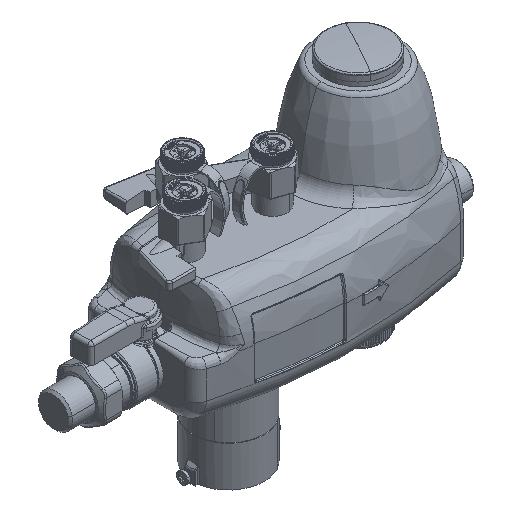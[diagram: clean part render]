
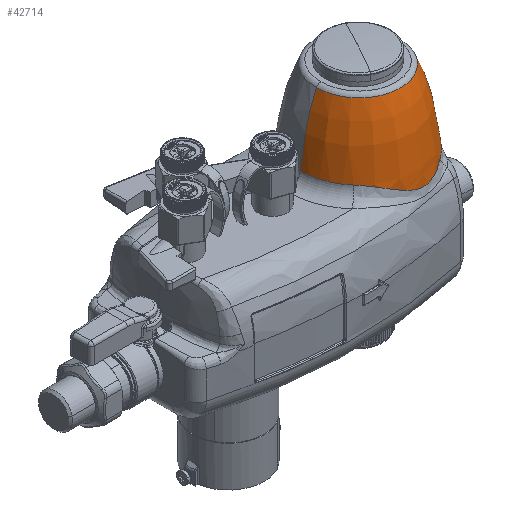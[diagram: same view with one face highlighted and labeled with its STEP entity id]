
A CAD part, isometric view. The second image highlights one B-rep face of the part: STEP entity #42714.
In plain terms, the highlighted face is a revolution surface.
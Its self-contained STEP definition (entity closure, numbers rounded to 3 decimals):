
#38778=CARTESIAN_POINT('Control Point',(111.148,-19.205,27.65)) ;
#38779=CARTESIAN_POINT('Control Point',(111.158,-19.348,29.53)) ;
#38780=CARTESIAN_POINT('Control Point',(111.165,-19.446,31.416)) ;
#38781=CARTESIAN_POINT('Control Point',(111.169,-19.501,33.306)) ;
#38782=CARTESIAN_POINT('Control Point',(111.17,-19.512,35.196)) ;
#38783=CARTESIAN_POINT('Control Point',(111.167,-19.478,37.086)) ;
#38784=CARTESIAN_POINT('Vertex',(111.148,-19.204,27.65)) ;
#38786=CARTESIAN_POINT('Vertex',(111.167,-19.478,37.086)) ;
#40161=CARTESIAN_POINT('Control Point',(100.14,-30.5,46.604)) ;
#40162=CARTESIAN_POINT('Control Point',(99.175,-31.187,46.114)) ;
#40163=CARTESIAN_POINT('Control Point',(98.181,-31.832,45.629)) ;
#40164=CARTESIAN_POINT('Control Point',(97.156,-32.436,45.159)) ;
#40165=CARTESIAN_POINT('Control Point',(95.105,-33.527,44.293)) ;
#40166=CARTESIAN_POINT('Control Point',(92.933,-34.452,43.571)) ;
#40167=CARTESIAN_POINT('Control Point',(91.851,-34.861,43.266)) ;
#40168=CARTESIAN_POINT('Control Point',(89.496,-35.635,42.747)) ;
#40169=CARTESIAN_POINT('Control Point',(87.039,-36.199,42.547)) ;
#40170=CARTESIAN_POINT('Control Point',(85.72,-36.435,42.546)) ;
#40171=CARTESIAN_POINT('Control Point',(83.359,-36.736,42.733)) ;
#40172=CARTESIAN_POINT('Control Point',(81.003,-36.829,43.209)) ;
#40173=CARTESIAN_POINT('Control Point',(79.977,-36.831,43.466)) ;
#40174=CARTESIAN_POINT('Control Point',(77.52,-36.743,44.18)) ;
#40175=CARTESIAN_POINT('Control Point',(75.108,-36.438,45.074)) ;
#40176=CARTESIAN_POINT('Control Point',(73.713,-36.187,45.635)) ;
#40177=CARTESIAN_POINT('Control Point',(70.155,-35.358,47.138)) ;
#40178=CARTESIAN_POINT('Control Point',(66.698,-34.056,48.688)) ;
#40179=CARTESIAN_POINT('Control Point',(64.615,-33.078,49.6)) ;
#40180=CARTESIAN_POINT('Control Point',(60.975,-31.001,51.089)) ;
#40181=CARTESIAN_POINT('Control Point',(57.51,-28.305,52.142)) ;
#40182=CARTESIAN_POINT('Control Point',(56.024,-26.994,52.493)) ;
#40183=CARTESIAN_POINT('Control Point',(54.597,-25.563,52.691)) ;
#40184=CARTESIAN_POINT('Control Point',(53.25,-24.031,52.691)) ;
#40185=CARTESIAN_POINT('Vertex',(100.14,-30.5,46.604)) ;
#40187=CARTESIAN_POINT('Vertex',(53.25,-24.031,52.691)) ;
#42622=CARTESIAN_POINT('Control Point',(100.14,-30.5,46.604)) ;
#42623=CARTESIAN_POINT('Control Point',(100.474,-30.263,46.774)) ;
#42624=CARTESIAN_POINT('Control Point',(100.812,-30.017,46.926)) ;
#42625=CARTESIAN_POINT('Control Point',(101.155,-29.761,47.061)) ;
#42626=CARTESIAN_POINT('Control Point',(102.154,-28.997,47.397)) ;
#42627=CARTESIAN_POINT('Control Point',(103.164,-28.167,47.567)) ;
#42628=CARTESIAN_POINT('Control Point',(103.82,-27.602,47.601)) ;
#42629=CARTESIAN_POINT('Control Point',(105.097,-26.445,47.51)) ;
#42630=CARTESIAN_POINT('Control Point',(106.28,-25.271,47.108)) ;
#42631=CARTESIAN_POINT('Control Point',(106.838,-24.692,46.832)) ;
#42632=CARTESIAN_POINT('Control Point',(107.812,-23.637,46.187)) ;
#42633=CARTESIAN_POINT('Control Point',(108.649,-22.663,45.315)) ;
#42634=CARTESIAN_POINT('Control Point',(109.007,-22.233,44.864)) ;
#42635=CARTESIAN_POINT('Control Point',(109.676,-21.408,43.853)) ;
#42636=CARTESIAN_POINT('Control Point',(110.208,-20.718,42.674)) ;
#42637=CARTESIAN_POINT('Control Point',(110.446,-20.405,42.026)) ;
#42638=CARTESIAN_POINT('Control Point',(110.746,-20.006,40.987)) ;
#42639=CARTESIAN_POINT('Control Point',(110.951,-19.735,39.882)) ;
#42640=CARTESIAN_POINT('Control Point',(111.009,-19.659,39.502)) ;
#42641=CARTESIAN_POINT('Control Point',(111.099,-19.544,38.762)) ;
#42642=CARTESIAN_POINT('Control Point',(111.147,-19.489,38.043)) ;
#42643=CARTESIAN_POINT('Control Point',(111.161,-19.476,37.706)) ;
#42644=CARTESIAN_POINT('Control Point',(111.167,-19.473,37.386)) ;
#42645=CARTESIAN_POINT('Control Point',(111.167,-19.478,37.086)) ;
#42655=CARTESIAN_POINT('Control Point',(116.333,-0.5,27.65)) ;
#42656=CARTESIAN_POINT('Control Point',(116.953,-0.5,41.794)) ;
#42657=CARTESIAN_POINT('Control Point',(116.14,-0.5,56.241)) ;
#42658=CARTESIAN_POINT('Control Point',(113.852,-0.5,70.058)) ;
#42659=CARTESIAN_POINT('Control Point',(110.246,-0.5,82.282)) ;
#42660=CARTESIAN_POINT('Control Point',(105.63,-0.5,92.26)) ;
#42661=CARTESIAN_POINT('Axis1P Location',(80.,-0.5,57.)) ;
#42665=CARTESIAN_POINT('Axis2P3D Location',(80.,-0.5,27.65)) ;
#42669=CARTESIAN_POINT('Vertex',(116.329,0.,27.65)) ;
#42673=CARTESIAN_POINT('Control Point',(105.625,0.,92.26)) ;
#42674=CARTESIAN_POINT('Control Point',(110.573,0.,81.565)) ;
#42675=CARTESIAN_POINT('Control Point',(114.096,0.,68.848)) ;
#42676=CARTESIAN_POINT('Control Point',(116.174,0.,55.306)) ;
#42677=CARTESIAN_POINT('Control Point',(116.931,0.,41.386)) ;
#42678=CARTESIAN_POINT('Control Point',(116.329,0.,27.65)) ;
#42679=CARTESIAN_POINT('Vertex',(105.625,0.,92.26)) ;
#42682=CARTESIAN_POINT('Axis2P3D Location',(80.,-0.5,92.26)) ;
#42686=CARTESIAN_POINT('Vertex',(54.375,0.,92.26)) ;
#42690=CARTESIAN_POINT('Control Point',(44.376,0.,52.691)) ;
#42691=CARTESIAN_POINT('Control Point',(45.252,0.,61.304)) ;
#42692=CARTESIAN_POINT('Control Point',(46.679,0.,69.745)) ;
#42693=CARTESIAN_POINT('Control Point',(48.663,0.,77.86)) ;
#42694=CARTESIAN_POINT('Control Point',(51.233,0.,85.468)) ;
#42695=CARTESIAN_POINT('Control Point',(54.375,0.,92.26)) ;
#42696=CARTESIAN_POINT('Vertex',(44.376,0.,52.691)) ;
#42699=CARTESIAN_POINT('Axis2P3D Location',(80.,-0.5,52.691)) ;
#42662=DIRECTION('Axis1P Direction',(0.,0.,-1.)) ;
#42666=DIRECTION('Axis2P3D Direction',(0.,0.,-1.)) ;
#42683=DIRECTION('Axis2P3D Direction',(0.,0.,-1.)) ;
#42700=DIRECTION('Axis2P3D Direction',(0.,0.,-1.)) ;
#42667=AXIS2_PLACEMENT_3D('Circle Axis2P3D',#42665,#42666,$) ;
#42684=AXIS2_PLACEMENT_3D('Circle Axis2P3D',#42682,#42683,$) ;
#42701=AXIS2_PLACEMENT_3D('Circle Axis2P3D',#42699,#42700,$) ;
#42668=CIRCLE('generated circle',#42667,36.333) ;
#42685=CIRCLE('generated circle',#42684,25.63) ;
#42702=CIRCLE('generated circle',#42701,35.627) ;
#42664=SURFACE_OF_REVOLUTION('Surface of Revolution',#42654,#42663) ;
#42663=AXIS1_PLACEMENT('Revolution Surface Axis1P',#42661,#42662) ;
#38788=EDGE_CURVE('',#38785,#38787,#38777,.T.) ;
#40189=EDGE_CURVE('',#40186,#40188,#40160,.T.) ;
#42646=EDGE_CURVE('',#38787,#40186,#42621,.F.) ;
#42671=EDGE_CURVE('',#42670,#38785,#42668,.T.) ;
#42681=EDGE_CURVE('',#42670,#42680,#42672,.F.) ;
#42688=EDGE_CURVE('',#42680,#42687,#42685,.T.) ;
#42698=EDGE_CURVE('',#42687,#42697,#42689,.F.) ;
#42703=EDGE_CURVE('',#42697,#40188,#42702,.F.) ;
#42705=ORIENTED_EDGE('',*,*,#42646,.F.) ;
#42706=ORIENTED_EDGE('',*,*,#38788,.F.) ;
#42707=ORIENTED_EDGE('',*,*,#42671,.F.) ;
#42708=ORIENTED_EDGE('',*,*,#42681,.T.) ;
#42709=ORIENTED_EDGE('',*,*,#42688,.T.) ;
#42710=ORIENTED_EDGE('',*,*,#42698,.T.) ;
#42711=ORIENTED_EDGE('',*,*,#42703,.T.) ;
#42712=ORIENTED_EDGE('',*,*,#40189,.F.) ;
#42704=EDGE_LOOP('',(#42705,#42706,#42707,#42708,#42709,#42710,#42711,#42712)) ;
#38785=VERTEX_POINT('',#38784) ;
#38787=VERTEX_POINT('',#38786) ;
#40186=VERTEX_POINT('',#40185) ;
#40188=VERTEX_POINT('',#40187) ;
#42670=VERTEX_POINT('',#42669) ;
#42680=VERTEX_POINT('',#42679) ;
#42687=VERTEX_POINT('',#42686) ;
#42697=VERTEX_POINT('',#42696) ;
#42714=ADVANCED_FACE('PartBody',(#42713),#42664,.F.) ;
#38777=B_SPLINE_CURVE_WITH_KNOTS('',5,(#38778,#38779,#38780,#38781,#38782,#38783),.UNSPECIFIED.,.F.,.U.,(6,6),(78.458,92.796),.UNSPECIFIED.) ;
#40160=B_SPLINE_CURVE_WITH_KNOTS('',5,(#40161,#40162,#40163,#40164,#40165,#40166,#40167,#40168,#40169,#40170,#40171,#40172,#40173,#40174,#40175,#40176,#40177,#40178,#40179,#40180,#40181,#40182,#40183,#40184),.UNSPECIFIED.,.F.,.U.,(6,3,3,3,3,3,3,6),(102.91,112.251,121.043,130.902,138.574,149.407,166.523,179.934),.UNSPECIFIED.) ;
#42621=B_SPLINE_CURVE_WITH_KNOTS('',5,(#42622,#42623,#42624,#42625,#42626,#42627,#42628,#42629,#42630,#42631,#42632,#42633,#42634,#42635,#42636,#42637,#42638,#42639,#42640,#42641,#42642,#42643,#42644,#42645),.UNSPECIFIED.,.F.,.U.,(6,3,3,3,3,3,3,6),(52.406,54.942,59.743,64.504,68.642,72.998,75.224,77.329),.UNSPECIFIED.) ;
#42654=B_SPLINE_CURVE_WITH_KNOTS('',5,(#42655,#42656,#42657,#42658,#42659,#42660),.UNSPECIFIED.,.F.,.U.,(6,6),(129.703,207.798),.UNSPECIFIED.) ;
#42672=B_SPLINE_CURVE_WITH_KNOTS('',5,(#42673,#42674,#42675,#42676,#42677,#42678),.UNSPECIFIED.,.F.,.U.,(6,6),(0.,102.359),.UNSPECIFIED.) ;
#42689=B_SPLINE_CURVE_WITH_KNOTS('',5,(#42690,#42691,#42692,#42693,#42694,#42695),.UNSPECIFIED.,.F.,.U.,(6,6),(0.,65.003),.UNSPECIFIED.) ;
#42713=FACE_OUTER_BOUND('',#42704,.T.) ;
